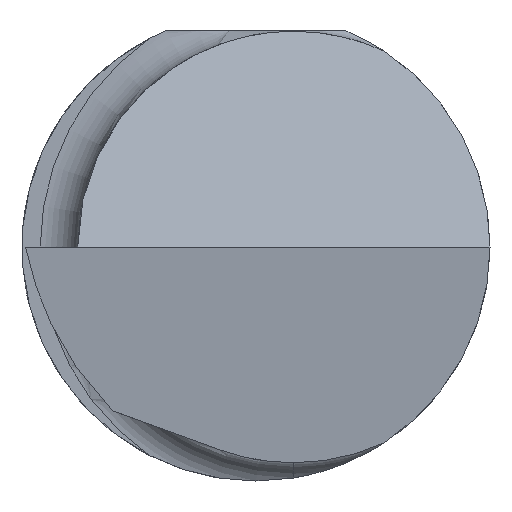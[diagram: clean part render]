
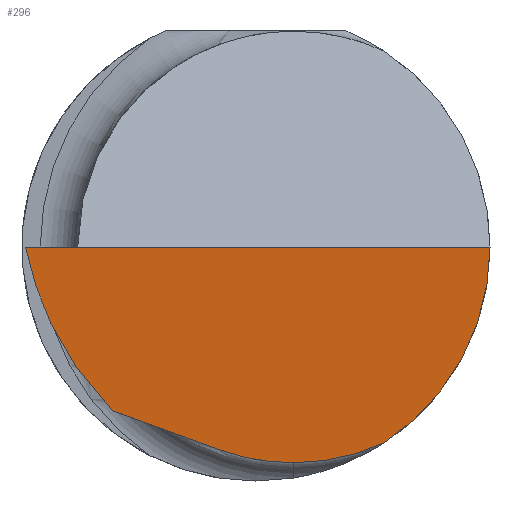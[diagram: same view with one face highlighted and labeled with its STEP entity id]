
A CAD part, left-side view. The second image highlights one B-rep face of the part: STEP entity #296.
In plain terms, the highlighted planar face has unit normal (-0.992, -0.034, -0.122).
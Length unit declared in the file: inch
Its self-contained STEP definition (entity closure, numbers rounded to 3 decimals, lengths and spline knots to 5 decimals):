
#40 = EDGE_CURVE ( 'NONE', #537, #700, #168, .T. ) ;
#54 = DIRECTION ( 'NONE',  ( -0.992, -0.034, -0.122 ) ) ;
#61 = ORIENTED_EDGE ( 'NONE', *, *, #161, .F. ) ;
#79 = LINE ( 'NONE', #182, #547 ) ;
#86 = EDGE_LOOP ( 'NONE', ( #336, #227, #737, #61, #565, #582 ) ) ;
#102 = CARTESIAN_POINT ( 'NONE',  ( -2.97568, -0.0857, -0.13047 ) ) ;
#108 = DIRECTION ( 'NONE',  ( -0.122, 0., 0.993 ) ) ;
#118 =( BOUNDED_CURVE ( )  B_SPLINE_CURVE ( 3, ( #102, #732, #557, #604 ),
 .UNSPECIFIED., .F., .F. ) 
 B_SPLINE_CURVE_WITH_KNOTS ( ( 4, 4 ),
 ( 6.12267, 6.55813 ),
 .UNSPECIFIED. ) 
 CURVE ( )  GEOMETRIC_REPRESENTATION_ITEM ( )  RATIONAL_B_SPLINE_CURVE ( ( 1., 0.984, 0.984, 1. ) ) 
 REPRESENTATION_ITEM ( '' )  );
#139 = DIRECTION ( 'NONE',  ( 0.074, -0.937, -0.341 ) ) ;
#149 = CARTESIAN_POINT ( 'NONE',  ( -2.97613, -0.025, -0.1439 ) ) ;
#161 = EDGE_CURVE ( 'NONE', #230, #692, #679, .T. ) ;
#166 = CARTESIAN_POINT ( 'NONE',  ( -2.98267, -0.1561, -0.05371 ) ) ;
#167 = EDGE_CURVE ( 'NONE', #224, #230, #118, .T. ) ;
#168 =( BOUNDED_CURVE ( )  B_SPLINE_CURVE ( 3, ( #239, #358, #469, #529 ),
 .UNSPECIFIED., .F., .T. ) 
 B_SPLINE_CURVE_WITH_KNOTS ( ( 4, 4 ),
 ( 4.20637, 4.79375 ),
 .UNSPECIFIED. ) 
 CURVE ( )  GEOMETRIC_REPRESENTATION_ITEM ( )  RATIONAL_B_SPLINE_CURVE ( ( 1., 0.971, 0.971, 1. ) ) 
 REPRESENTATION_ITEM ( '' )  );
#170 = CARTESIAN_POINT ( 'NONE',  ( -2.89212, 0.15739, -0.87912 ) ) ;
#182 = CARTESIAN_POINT ( 'NONE',  ( -2.99955, 0.14073, 0. ) ) ;
#198 =( BOUNDED_CURVE ( )  B_SPLINE_CURVE ( 3, ( #683, #166, #294, #225 ),
 .UNSPECIFIED., .F., .T. ) 
 B_SPLINE_CURVE_WITH_KNOTS ( ( 4, 4 ),
 ( 4.98733, 5.97695 ),
 .UNSPECIFIED. ) 
 CURVE ( )  GEOMETRIC_REPRESENTATION_ITEM ( )  RATIONAL_B_SPLINE_CURVE ( ( 1., 0.92, 0.92, 1. ) ) 
 REPRESENTATION_ITEM ( '' )  );
#224 = VERTEX_POINT ( 'NONE', #688 ) ;
#225 = CARTESIAN_POINT ( 'NONE',  ( -2.97568, -0.0857, -0.13047 ) ) ;
#227 = ORIENTED_EDGE ( 'NONE', *, *, #40, .F. ) ;
#230 = VERTEX_POINT ( 'NONE', #453 ) ;
#239 = CARTESIAN_POINT ( 'NONE',  ( -2.98458, 0.09577, -0.10918 ) ) ;
#279 = EDGE_CURVE ( 'NONE', #540, #224, #198, .T. ) ;
#294 = CARTESIAN_POINT ( 'NONE',  ( -2.97774, -0.13059, -0.10098 ) ) ;
#295 = CARTESIAN_POINT ( 'NONE',  ( -3., 0.15362, 0. ) ) ;
#296 = ADVANCED_FACE ( 'NONE', ( #521 ), #738, .T. ) ;
#300 = LINE ( 'NONE', #528, #507 ) ;
#317 = CARTESIAN_POINT ( 'NONE',  ( -2.98458, 0.09577, -0.10918 ) ) ;
#336 = ORIENTED_EDGE ( 'NONE', *, *, #631, .F. ) ;
#345 = DIRECTION ( 'NONE',  ( 0.035, -0.999, 0. ) ) ;
#351 = CARTESIAN_POINT ( 'NONE',  ( -2.9789, 0.02422, -0.13522 ) ) ;
#358 = CARTESIAN_POINT ( 'NONE',  ( -2.98932, 0.12561, -0.07907 ) ) ;
#390 = AXIS2_PLACEMENT_3D ( 'NONE', #170, #54, #108 ) ;
#432 = CARTESIAN_POINT ( 'NONE',  ( -2.98927, -0.1561, 0. ) ) ;
#436 = CARTESIAN_POINT ( 'NONE',  ( -2.97765, 0.0084, -0.14098 ) ) ;
#453 = CARTESIAN_POINT ( 'NONE',  ( -2.97613, -0.025, -0.1439 ) ) ;
#469 = CARTESIAN_POINT ( 'NONE',  ( -2.99461, 0.14546, -0.0416 ) ) ;
#501 = CARTESIAN_POINT ( 'NONE',  ( -2.97671, -0.00817, -0.1439 ) ) ;
#507 = VECTOR ( 'NONE', #139, 39.37008 ) ;
#521 = FACE_OUTER_BOUND ( 'NONE', #86, .T. ) ;
#528 = CARTESIAN_POINT ( 'NONE',  ( -2.97902, 0.02569, -0.13469 ) ) ;
#529 = CARTESIAN_POINT ( 'NONE',  ( -3., 0.15362, 0. ) ) ;
#537 = VERTEX_POINT ( 'NONE', #317 ) ;
#540 = VERTEX_POINT ( 'NONE', #432 ) ;
#547 = VECTOR ( 'NONE', #345, 39.37008 ) ;
#557 = CARTESIAN_POINT ( 'NONE',  ( -2.9754, -0.04605, -0.1439 ) ) ;
#559 = CARTESIAN_POINT ( 'NONE',  ( -2.9789, 0.02422, -0.13522 ) ) ;
#565 = ORIENTED_EDGE ( 'NONE', *, *, #167, .F. ) ;
#582 = ORIENTED_EDGE ( 'NONE', *, *, #279, .F. ) ;
#604 = CARTESIAN_POINT ( 'NONE',  ( -2.97613, -0.025, -0.1439 ) ) ;
#631 = EDGE_CURVE ( 'NONE', #700, #540, #79, .T. ) ;
#679 =( BOUNDED_CURVE ( )  B_SPLINE_CURVE ( 3, ( #149, #501, #436, #559 ),
 .UNSPECIFIED., .F., .F. ) 
 B_SPLINE_CURVE_WITH_KNOTS ( ( 4, 4 ),
 ( 0.27494, 0.62401 ),
 .UNSPECIFIED. ) 
 CURVE ( )  GEOMETRIC_REPRESENTATION_ITEM ( )  RATIONAL_B_SPLINE_CURVE ( ( 1., 0.99, 0.99, 1. ) ) 
 REPRESENTATION_ITEM ( '' )  );
#683 = CARTESIAN_POINT ( 'NONE',  ( -2.98927, -0.1561, 0. ) ) ;
#688 = CARTESIAN_POINT ( 'NONE',  ( -2.97568, -0.0857, -0.13047 ) ) ;
#692 = VERTEX_POINT ( 'NONE', #351 ) ;
#700 = VERTEX_POINT ( 'NONE', #295 ) ;
#719 = EDGE_CURVE ( 'NONE', #537, #692, #300, .T. ) ;
#732 = CARTESIAN_POINT ( 'NONE',  ( -2.97525, -0.06661, -0.13935 ) ) ;
#737 = ORIENTED_EDGE ( 'NONE', *, *, #719, .T. ) ;
#738 = PLANE ( 'NONE',  #390 ) ;
